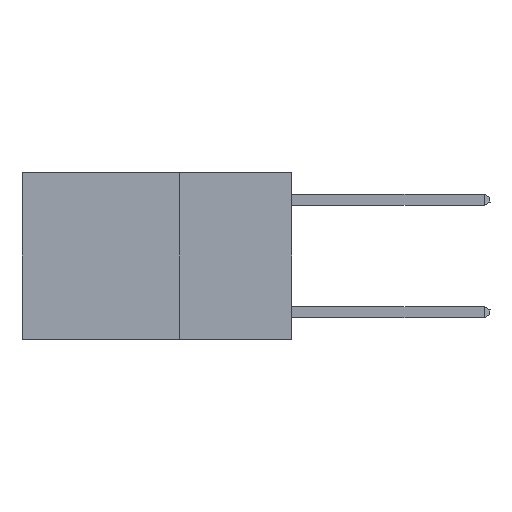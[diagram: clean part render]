
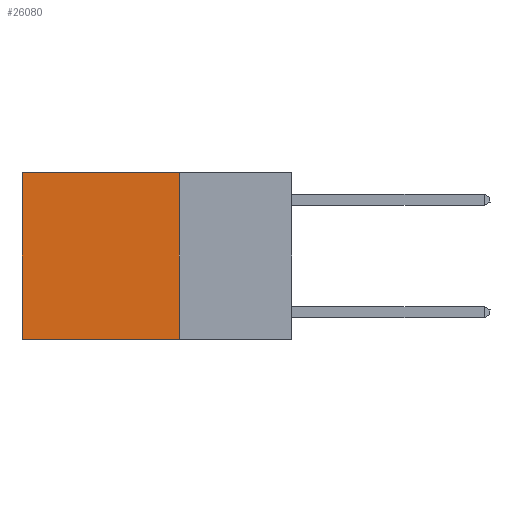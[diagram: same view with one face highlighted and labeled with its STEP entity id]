
A CAD part, left-side view. The second image highlights one B-rep face of the part: STEP entity #26080.
In plain terms, the highlighted planar face has unit normal (-1, 0, 0).
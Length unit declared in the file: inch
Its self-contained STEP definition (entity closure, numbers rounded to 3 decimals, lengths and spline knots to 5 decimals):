
#307 = ORIENTED_EDGE ( 'NONE', *, *, #2637, .T. ) ;
#2109 = VERTEX_POINT ( 'NONE', #12451 ) ;
#2277 = AXIS2_PLACEMENT_3D ( 'NONE', #14948, #15380, #4242 ) ;
#2637 = EDGE_CURVE ( 'NONE', #21177, #19442, #10937, .T. ) ;
#2872 = ORIENTED_EDGE ( 'NONE', *, *, #23391, .F. ) ;
#4242 = DIRECTION ( 'NONE',  ( 0., 0., -1. ) ) ;
#6446 = PLANE ( 'NONE',  #2277 ) ;
#8753 = CARTESIAN_POINT ( 'NONE',  ( 0.2625, 0.6, 0. ) ) ;
#9250 = LINE ( 'NONE', #18173, #28796 ) ;
#9512 = LINE ( 'NONE', #25899, #28812 ) ;
#10640 = DIRECTION ( 'NONE',  ( 0., 0., -1. ) ) ;
#10790 = CARTESIAN_POINT ( 'NONE',  ( 0.2625, 0.25, 0. ) ) ;
#10937 = LINE ( 'NONE', #8753, #19750 ) ;
#11412 = EDGE_LOOP ( 'NONE', ( #307, #2872, #17130, #17222 ) ) ;
#11921 = CARTESIAN_POINT ( 'NONE',  ( 0.2625, 0.25, 0. ) ) ;
#12113 = DIRECTION ( 'NONE',  ( 0., 1., 0. ) ) ;
#12451 = CARTESIAN_POINT ( 'NONE',  ( 0.2625, 0.25, -0.37 ) ) ;
#14948 = CARTESIAN_POINT ( 'NONE',  ( 0.2625, 0.25, 0. ) ) ;
#15380 = DIRECTION ( 'NONE',  ( 1., 0., 0. ) ) ;
#16588 = EDGE_CURVE ( 'NONE', #26763, #2109, #20153, .T. ) ;
#17130 = ORIENTED_EDGE ( 'NONE', *, *, #16588, .F. ) ;
#17222 = ORIENTED_EDGE ( 'NONE', *, *, #21543, .T. ) ;
#17679 = DIRECTION ( 'NONE',  ( 0., 0., -1. ) ) ;
#18173 = CARTESIAN_POINT ( 'NONE',  ( 0.2625, 0.25, 0. ) ) ;
#19442 = VERTEX_POINT ( 'NONE', #26565 ) ;
#19750 = VECTOR ( 'NONE', #17679, 39.37008 ) ;
#20153 = LINE ( 'NONE', #10790, #25301 ) ;
#21177 = VERTEX_POINT ( 'NONE', #27868 ) ;
#21543 = EDGE_CURVE ( 'NONE', #26763, #21177, #9250, .T. ) ;
#21814 = FACE_OUTER_BOUND ( 'NONE', #11412, .T. ) ;
#23391 = EDGE_CURVE ( 'NONE', #2109, #19442, #9512, .T. ) ;
#25301 = VECTOR ( 'NONE', #10640, 39.37008 ) ;
#25366 = DIRECTION ( 'NONE',  ( 0., 1., 0. ) ) ;
#25899 = CARTESIAN_POINT ( 'NONE',  ( 0.2625, 0.25, -0.37 ) ) ;
#26080 = ADVANCED_FACE ( 'NONE', ( #21814 ), #6446, .F. ) ;
#26565 = CARTESIAN_POINT ( 'NONE',  ( 0.2625, 0.6, -0.37 ) ) ;
#26763 = VERTEX_POINT ( 'NONE', #11921 ) ;
#27868 = CARTESIAN_POINT ( 'NONE',  ( 0.2625, 0.6, 0. ) ) ;
#28796 = VECTOR ( 'NONE', #25366, 39.37008 ) ;
#28812 = VECTOR ( 'NONE', #12113, 39.37008 ) ;
